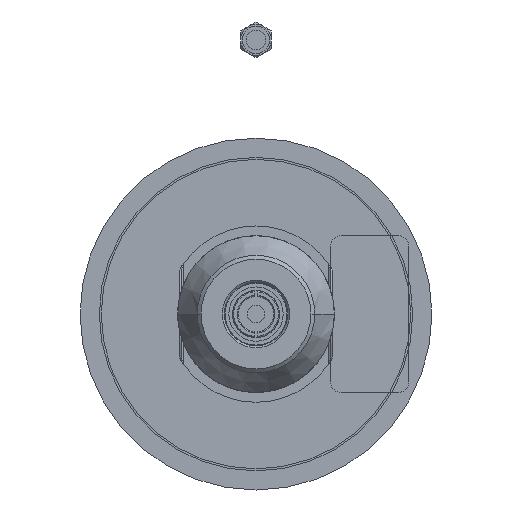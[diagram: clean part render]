
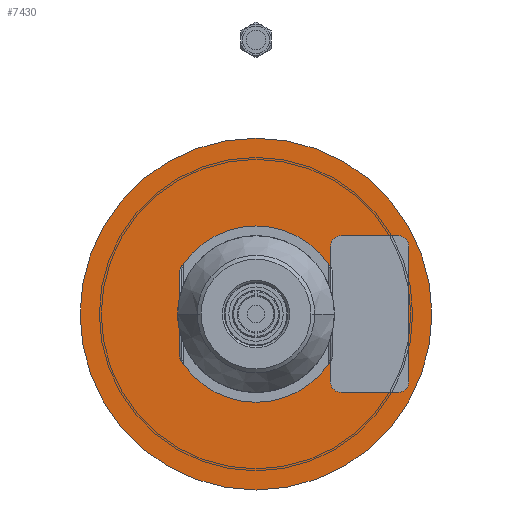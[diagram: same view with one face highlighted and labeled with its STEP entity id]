
A CAD part, front view. The second image highlights one B-rep face of the part: STEP entity #7430.
In plain terms, the highlighted planar face has unit normal (0, -1, 0).
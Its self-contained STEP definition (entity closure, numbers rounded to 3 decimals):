
#33 = AXIS2_PLACEMENT_3D ( 'NONE', #777, #7534, #1742 ) ;
#45 = DIRECTION ( 'NONE',  ( 0., 0., 1. ) ) ;
#174 = CIRCLE ( 'NONE', #4449, 2.7 ) ;
#273 = CARTESIAN_POINT ( 'NONE',  ( 0., -1., -44.9 ) ) ;
#394 = VERTEX_POINT ( 'NONE', #7730 ) ;
#456 = CARTESIAN_POINT ( 'NONE',  ( 21.7, -1., 17.3 ) ) ;
#720 = ORIENTED_EDGE ( 'NONE', *, *, #8355, .F. ) ;
#777 = CARTESIAN_POINT ( 'NONE',  ( 36.3, -1., 17.3 ) ) ;
#920 = PLANE ( 'NONE',  #4836 ) ;
#1125 = CARTESIAN_POINT ( 'NONE',  ( 0., -1., 0. ) ) ;
#1213 = EDGE_CURVE ( 'NONE', #7208, #6337, #5837, .T. ) ;
#1258 = CIRCLE ( 'NONE', #10420, 16.5 ) ;
#1330 = VERTEX_POINT ( 'NONE', #4166 ) ;
#1380 = ORIENTED_EDGE ( 'NONE', *, *, #7951, .T. ) ;
#1431 = DIRECTION ( 'NONE',  ( 0., 0., -1. ) ) ;
#1596 = CIRCLE ( 'NONE', #10805, 44.9 ) ;
#1719 = VERTEX_POINT ( 'NONE', #2153 ) ;
#1741 = EDGE_CURVE ( 'NONE', #2584, #6144, #10953, .T. ) ;
#1742 = DIRECTION ( 'NONE',  ( 0., 0., -1. ) ) ;
#1900 = CARTESIAN_POINT ( 'NONE',  ( -16.5, -1., 0. ) ) ;
#1903 = VERTEX_POINT ( 'NONE', #10562 ) ;
#1930 = ORIENTED_EDGE ( 'NONE', *, *, #10452, .F. ) ;
#2153 = CARTESIAN_POINT ( 'NONE',  ( 6.3, -1., 15.25 ) ) ;
#2179 = CARTESIAN_POINT ( 'NONE',  ( 36.3, -1., 20. ) ) ;
#2212 = CARTESIAN_POINT ( 'NONE',  ( 21.7, -1., 20. ) ) ;
#2382 = CARTESIAN_POINT ( 'NONE',  ( 36.3, -1., -17.3 ) ) ;
#2584 = VERTEX_POINT ( 'NONE', #273 ) ;
#2652 = CIRCLE ( 'NONE', #4753, 2.7 ) ;
#2779 = VECTOR ( 'NONE', #7271, 1000. ) ;
#2856 = DIRECTION ( 'NONE',  ( 0., 0., 1. ) ) ;
#2966 = VECTOR ( 'NONE', #6853, 1000. ) ;
#3036 = DIRECTION ( 'NONE',  ( 0., -1., 0. ) ) ;
#3065 = AXIS2_PLACEMENT_3D ( 'NONE', #1125, #10610, #4963 ) ;
#3078 = EDGE_LOOP ( 'NONE', ( #10303, #11276 ) ) ;
#3090 = LINE ( 'NONE', #8201, #2779 ) ;
#3157 = CARTESIAN_POINT ( 'NONE',  ( -6.3, -1., -15.25 ) ) ;
#3330 = EDGE_CURVE ( 'NONE', #4701, #7208, #3385, .T. ) ;
#3353 = DIRECTION ( 'NONE',  ( 0., 0., -1. ) ) ;
#3363 = EDGE_CURVE ( 'NONE', #7065, #11187, #3090, .T. ) ;
#3385 = CIRCLE ( 'NONE', #12442, 2.7 ) ;
#3389 = LINE ( 'NONE', #8865, #5651 ) ;
#3698 = AXIS2_PLACEMENT_3D ( 'NONE', #4425, #11188, #5409 ) ;
#3865 = CARTESIAN_POINT ( 'NONE',  ( 6.3, -1., -15.25 ) ) ;
#3873 = CARTESIAN_POINT ( 'NONE',  ( 39., -1., -17.3 ) ) ;
#3926 = ORIENTED_EDGE ( 'NONE', *, *, #6076, .F. ) ;
#3931 = ORIENTED_EDGE ( 'NONE', *, *, #3330, .F. ) ;
#4166 = CARTESIAN_POINT ( 'NONE',  ( -6.3, -1., 15.25 ) ) ;
#4425 = CARTESIAN_POINT ( 'NONE',  ( 0., -1., 0. ) ) ;
#4449 = AXIS2_PLACEMENT_3D ( 'NONE', #456, #7228, #1431 ) ;
#4589 = FACE_OUTER_BOUND ( 'NONE', #3078, .T. ) ;
#4693 = CARTESIAN_POINT ( 'NONE',  ( 0., -1., 0. ) ) ;
#4701 = VERTEX_POINT ( 'NONE', #7415 ) ;
#4753 = AXIS2_PLACEMENT_3D ( 'NONE', #11634, #5845, #45 ) ;
#4812 = DIRECTION ( 'NONE',  ( 0., 1., 0. ) ) ;
#4836 = AXIS2_PLACEMENT_3D ( 'NONE', #1900, #4812, #11567 ) ;
#4963 = DIRECTION ( 'NONE',  ( 0., 0., -1. ) ) ;
#4964 = DIRECTION ( 'NONE',  ( 1., 0., 0. ) ) ;
#5110 = ORIENTED_EDGE ( 'NONE', *, *, #3363, .F. ) ;
#5409 = DIRECTION ( 'NONE',  ( 0., 0., -1. ) ) ;
#5460 = EDGE_CURVE ( 'NONE', #6337, #7065, #11737, .T. ) ;
#5563 = VERTEX_POINT ( 'NONE', #3865 ) ;
#5622 = ORIENTED_EDGE ( 'NONE', *, *, #7577, .T. ) ;
#5651 = VECTOR ( 'NONE', #10795, 1000. ) ;
#5660 = DIRECTION ( 'NONE',  ( 0., 0., -1. ) ) ;
#5749 = EDGE_CURVE ( 'NONE', #5563, #1719, #10208, .T. ) ;
#5803 = ORIENTED_EDGE ( 'NONE', *, *, #5749, .F. ) ;
#5830 = LINE ( 'NONE', #10623, #2966 ) ;
#5837 = LINE ( 'NONE', #3873, #10663 ) ;
#5845 = DIRECTION ( 'NONE',  ( 0., -1., 0. ) ) ;
#5939 = EDGE_CURVE ( 'NONE', #6144, #2584, #1596, .T. ) ;
#5942 = LINE ( 'NONE', #10886, #10761 ) ;
#6076 = EDGE_CURVE ( 'NONE', #1903, #4701, #5830, .T. ) ;
#6144 = VERTEX_POINT ( 'NONE', #10722 ) ;
#6313 = ORIENTED_EDGE ( 'NONE', *, *, #5460, .F. ) ;
#6337 = VERTEX_POINT ( 'NONE', #11046 ) ;
#6853 = DIRECTION ( 'NONE',  ( 1., 0., 0. ) ) ;
#6909 = EDGE_LOOP ( 'NONE', ( #5803, #5622, #11781, #1380 ) ) ;
#7065 = VERTEX_POINT ( 'NONE', #2179 ) ;
#7208 = VERTEX_POINT ( 'NONE', #9121 ) ;
#7228 = DIRECTION ( 'NONE',  ( 0., -1., 0. ) ) ;
#7271 = DIRECTION ( 'NONE',  ( -1., 0., 0. ) ) ;
#7415 = CARTESIAN_POINT ( 'NONE',  ( 36.3, -1., -20. ) ) ;
#7430 = ADVANCED_FACE ( 'NONE', ( #9725, #12294, #4589 ), #920, .F. ) ;
#7534 = DIRECTION ( 'NONE',  ( 0., -1., 0. ) ) ;
#7577 = EDGE_CURVE ( 'NONE', #5563, #12365, #3389, .T. ) ;
#7677 = VERTEX_POINT ( 'NONE', #11843 ) ;
#7730 = CARTESIAN_POINT ( 'NONE',  ( 19., -1., 17.3 ) ) ;
#7911 = EDGE_CURVE ( 'NONE', #1330, #12365, #1258, .T. ) ;
#7951 = EDGE_CURVE ( 'NONE', #1330, #1719, #10615, .T. ) ;
#7973 = ORIENTED_EDGE ( 'NONE', *, *, #10546, .F. ) ;
#8030 = DIRECTION ( 'NONE',  ( 0., 0., -1. ) ) ;
#8083 = EDGE_LOOP ( 'NONE', ( #12190, #3931, #3926, #720, #1930, #7973, #5110, #6313 ) ) ;
#8201 = CARTESIAN_POINT ( 'NONE',  ( 36.3, -1., 20. ) ) ;
#8355 = EDGE_CURVE ( 'NONE', #7677, #1903, #2652, .T. ) ;
#8668 = VECTOR ( 'NONE', #4964, 1000. ) ;
#8809 = CARTESIAN_POINT ( 'NONE',  ( 0., -1., 0. ) ) ;
#8865 = CARTESIAN_POINT ( 'NONE',  ( -20., -1., -15.25 ) ) ;
#9120 = DIRECTION ( 'NONE',  ( 0., -1., 0. ) ) ;
#9121 = CARTESIAN_POINT ( 'NONE',  ( 39., -1., -17.3 ) ) ;
#9725 = FACE_BOUND ( 'NONE', #8083, .T. ) ;
#9774 = DIRECTION ( 'NONE',  ( 0., 0., -1. ) ) ;
#10208 = CIRCLE ( 'NONE', #3698, 16.5 ) ;
#10303 = ORIENTED_EDGE ( 'NONE', *, *, #1741, .T. ) ;
#10420 = AXIS2_PLACEMENT_3D ( 'NONE', #8809, #3036, #9774 ) ;
#10452 = EDGE_CURVE ( 'NONE', #394, #7677, #5942, .T. ) ;
#10546 = EDGE_CURVE ( 'NONE', #11187, #394, #174, .T. ) ;
#10562 = CARTESIAN_POINT ( 'NONE',  ( 21.7, -1., -20. ) ) ;
#10610 = DIRECTION ( 'NONE',  ( 0., -1., 0. ) ) ;
#10615 = LINE ( 'NONE', #11720, #8668 ) ;
#10623 = CARTESIAN_POINT ( 'NONE',  ( 36.3, -1., -20. ) ) ;
#10663 = VECTOR ( 'NONE', #2856, 1000. ) ;
#10722 = CARTESIAN_POINT ( 'NONE',  ( 0., -1., 44.9 ) ) ;
#10761 = VECTOR ( 'NONE', #8030, 1000. ) ;
#10795 = DIRECTION ( 'NONE',  ( -1., 0., 0. ) ) ;
#10805 = AXIS2_PLACEMENT_3D ( 'NONE', #4693, #11443, #5660 ) ;
#10886 = CARTESIAN_POINT ( 'NONE',  ( 19., -1., -17.3 ) ) ;
#10953 = CIRCLE ( 'NONE', #3065, 44.9 ) ;
#11046 = CARTESIAN_POINT ( 'NONE',  ( 39., -1., 17.3 ) ) ;
#11187 = VERTEX_POINT ( 'NONE', #2212 ) ;
#11188 = DIRECTION ( 'NONE',  ( 0., -1., 0. ) ) ;
#11276 = ORIENTED_EDGE ( 'NONE', *, *, #5939, .T. ) ;
#11443 = DIRECTION ( 'NONE',  ( 0., -1., 0. ) ) ;
#11567 = DIRECTION ( 'NONE',  ( 0., 0., 1. ) ) ;
#11634 = CARTESIAN_POINT ( 'NONE',  ( 21.7, -1., -17.3 ) ) ;
#11720 = CARTESIAN_POINT ( 'NONE',  ( -20., -1., 15.25 ) ) ;
#11737 = CIRCLE ( 'NONE', #33, 2.7 ) ;
#11781 = ORIENTED_EDGE ( 'NONE', *, *, #7911, .F. ) ;
#11843 = CARTESIAN_POINT ( 'NONE',  ( 19., -1., -17.3 ) ) ;
#12190 = ORIENTED_EDGE ( 'NONE', *, *, #1213, .F. ) ;
#12294 = FACE_BOUND ( 'NONE', #6909, .T. ) ;
#12365 = VERTEX_POINT ( 'NONE', #3157 ) ;
#12442 = AXIS2_PLACEMENT_3D ( 'NONE', #2382, #9120, #3353 ) ;
